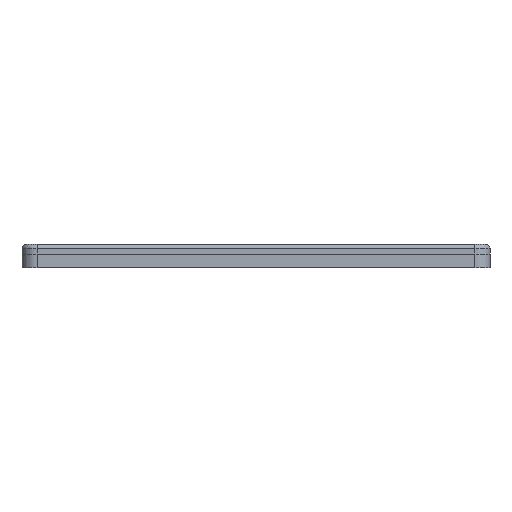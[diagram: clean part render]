
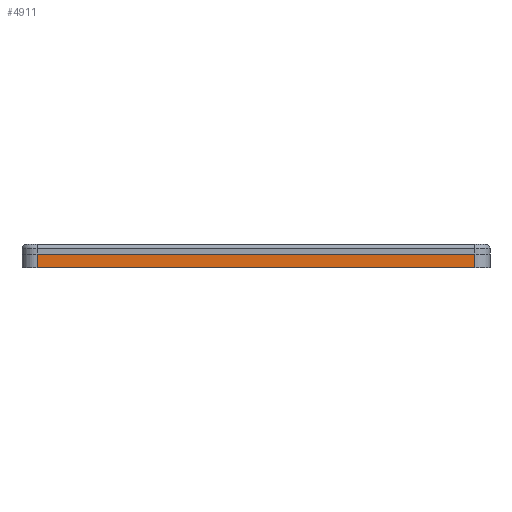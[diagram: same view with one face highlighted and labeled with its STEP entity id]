
A CAD part, front view. The second image highlights one B-rep face of the part: STEP entity #4911.
In plain terms, the highlighted planar face has unit normal (0, -1, 0).
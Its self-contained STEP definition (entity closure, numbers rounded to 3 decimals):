
#736=FACE_OUTER_BOUND('',#1117,.T.);
#1117=EDGE_LOOP('',(#4257,#4258,#4259,#4260));
#1538=LINE('',#8210,#1970);
#1539=LINE('',#8214,#1971);
#1540=LINE('',#8216,#1972);
#1541=LINE('',#8217,#1973);
#1970=VECTOR('',#6787,7.);
#1971=VECTOR('',#6792,10.);
#1972=VECTOR('',#6793,10.);
#1973=VECTOR('',#6794,10.);
#2419=VERTEX_POINT('',#8207);
#2420=VERTEX_POINT('',#8209);
#2421=VERTEX_POINT('',#8213);
#2422=VERTEX_POINT('',#8215);
#3053=EDGE_CURVE('',#2419,#2420,#1538,.T.);
#3055=EDGE_CURVE('',#2419,#2421,#1539,.T.);
#3056=EDGE_CURVE('',#2421,#2422,#1540,.T.);
#3057=EDGE_CURVE('',#2420,#2422,#1541,.T.);
#4257=ORIENTED_EDGE('',*,*,#3055,.T.);
#4258=ORIENTED_EDGE('',*,*,#3056,.T.);
#4259=ORIENTED_EDGE('',*,*,#3057,.F.);
#4260=ORIENTED_EDGE('',*,*,#3053,.F.);
#4631=PLANE('',#5425);
#4911=ADVANCED_FACE('',(#736),#4631,.T.);
#5425=AXIS2_PLACEMENT_3D('',#8212,#6790,#6791);
#6787=DIRECTION('',(0.,0.,-1.));
#6790=DIRECTION('center_axis',(0.,-1.,0.));
#6791=DIRECTION('ref_axis',(-1.,0.,0.));
#6792=DIRECTION('',(-1.,0.,0.));
#6793=DIRECTION('',(0.,0.,-1.));
#6794=DIRECTION('',(-1.,0.,0.));
#8207=CARTESIAN_POINT('',(102.,-66.25,3.6));
#8209=CARTESIAN_POINT('',(102.,-66.25,-2.7));
#8210=CARTESIAN_POINT('',(102.,-66.25,3.));
#8212=CARTESIAN_POINT('Origin',(102.,-66.25,3.));
#8213=CARTESIAN_POINT('',(-102.,-66.25,3.6));
#8214=CARTESIAN_POINT('',(51.,-66.25,3.6));
#8215=CARTESIAN_POINT('',(-102.,-66.25,-2.7));
#8216=CARTESIAN_POINT('',(-102.,-66.25,3.));
#8217=CARTESIAN_POINT('',(-51.,-66.25,-2.7));
